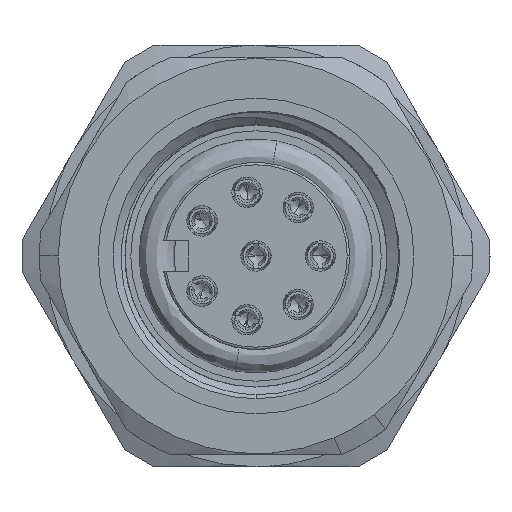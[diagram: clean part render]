
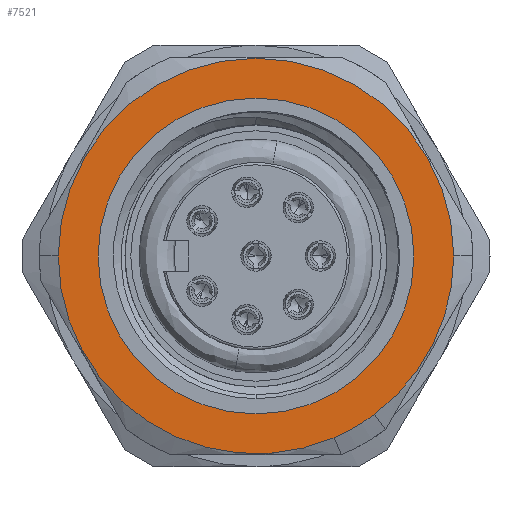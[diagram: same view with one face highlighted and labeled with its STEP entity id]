
A CAD part, left-side view. The second image highlights one B-rep face of the part: STEP entity #7521.
In plain terms, the highlighted face is planar.
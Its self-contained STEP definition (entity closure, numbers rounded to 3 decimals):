
#22 = DIRECTION ( 'NONE',  ( -1., 0., 0. ) ) ;
#48 = CARTESIAN_POINT ( 'NONE',  ( -6.377, 6.333, 25.334 ) ) ;
#447 = DIRECTION ( 'NONE',  ( 0., -1., 0. ) ) ;
#1039 = EDGE_CURVE ( 'NONE', #27184, #26882, #27220, .T. ) ;
#1579 = PLANE ( 'NONE',  #7211 ) ;
#1598 = DIRECTION ( 'NONE',  ( 0., 0., 1. ) ) ;
#1726 = CARTESIAN_POINT ( 'NONE',  ( 0.373, 6.333, 25.334 ) ) ;
#2010 = CARTESIAN_POINT ( 'NONE',  ( -7.391, 6.333, 28.668 ) ) ;
#3785 = CIRCLE ( 'NONE', #24366, 8.45 ) ;
#5111 = EDGE_LOOP ( 'NONE', ( #22040, #29498, #9196, #30317 ) ) ;
#6064 = DIRECTION ( 'NONE',  ( 0., 0., 1. ) ) ;
#6111 = DIRECTION ( 'NONE',  ( 0., 0., 1. ) ) ;
#6333 = CIRCLE ( 'NONE', #13547, 8.45 ) ;
#6338 = EDGE_LOOP ( 'NONE', ( #34924, #22912 ) ) ;
#7211 = AXIS2_PLACEMENT_3D ( 'NONE', #13460, #36213, #10787 ) ;
#7238 = FACE_BOUND ( 'NONE', #6338, .T. ) ;
#7256 = CARTESIAN_POINT ( 'NONE',  ( 0.373, 6.333, 25.334 ) ) ;
#7521 = ADVANCED_FACE ( 'NONE', ( #7238, #27867 ), #1579, .F. ) ;
#8336 = DIRECTION ( 'NONE',  ( 0., 1., 0. ) ) ;
#8551 = VERTEX_POINT ( 'NONE', #11032 ) ;
#9106 = CARTESIAN_POINT ( 'NONE',  ( -6.393, 6.333, 30.395 ) ) ;
#9196 = ORIENTED_EDGE ( 'NONE', *, *, #30355, .F. ) ;
#10341 = CARTESIAN_POINT ( 'NONE',  ( 7.123, 6.333, 25.334 ) ) ;
#10787 = DIRECTION ( 'NONE',  ( 1., 0., 0. ) ) ;
#10889 = VERTEX_POINT ( 'NONE', #2010 ) ;
#11032 = CARTESIAN_POINT ( 'NONE',  ( 0.373, 6.333, 33.784 ) ) ;
#11179 = CIRCLE ( 'NONE', #29383, 8.45 ) ;
#11911 = CARTESIAN_POINT ( 'NONE',  ( 0.373, 6.333, 25.334 ) ) ;
#13460 = CARTESIAN_POINT ( 'NONE',  ( 0.373, 6.333, 25.334 ) ) ;
#13547 = AXIS2_PLACEMENT_3D ( 'NONE', #1726, #33179, #15949 ) ;
#15555 = CARTESIAN_POINT ( 'NONE',  ( 0.373, 6.333, 25.334 ) ) ;
#15949 = DIRECTION ( 'NONE',  ( 0., 0., 1. ) ) ;
#16171 = DIRECTION ( 'NONE',  ( 0., -1., 0. ) ) ;
#16484 = CIRCLE ( 'NONE', #20119, 6.75 ) ;
#17883 = CARTESIAN_POINT ( 'NONE',  ( 0.373, 6.333, 25.334 ) ) ;
#19333 = EDGE_CURVE ( 'NONE', #28728, #10889, #6333, .T. ) ;
#20119 = AXIS2_PLACEMENT_3D ( 'NONE', #34289, #8336, #22 ) ;
#21257 = EDGE_CURVE ( 'NONE', #26882, #27184, #16484, .T. ) ;
#21291 = EDGE_CURVE ( 'NONE', #8551, #28728, #3785, .T. ) ;
#21429 = DIRECTION ( 'NONE',  ( 0., 1., 0. ) ) ;
#22040 = ORIENTED_EDGE ( 'NONE', *, *, #19333, .F. ) ;
#22380 = AXIS2_PLACEMENT_3D ( 'NONE', #15555, #21429, #32216 ) ;
#22912 = ORIENTED_EDGE ( 'NONE', *, *, #21257, .F. ) ;
#23964 = EDGE_CURVE ( 'NONE', #10889, #32177, #37154, .T. ) ;
#24366 = AXIS2_PLACEMENT_3D ( 'NONE', #11911, #32009, #6064 ) ;
#24645 = CARTESIAN_POINT ( 'NONE',  ( 0.373, 6.333, 16.884 ) ) ;
#26882 = VERTEX_POINT ( 'NONE', #10341 ) ;
#27184 = VERTEX_POINT ( 'NONE', #48 ) ;
#27220 = CIRCLE ( 'NONE', #22380, 6.75 ) ;
#27867 = FACE_OUTER_BOUND ( 'NONE', #5111, .T. ) ;
#28728 = VERTEX_POINT ( 'NONE', #9106 ) ;
#29324 = AXIS2_PLACEMENT_3D ( 'NONE', #7256, #16171, #1598 ) ;
#29383 = AXIS2_PLACEMENT_3D ( 'NONE', #17883, #447, #6111 ) ;
#29498 = ORIENTED_EDGE ( 'NONE', *, *, #21291, .F. ) ;
#30317 = ORIENTED_EDGE ( 'NONE', *, *, #23964, .F. ) ;
#30355 = EDGE_CURVE ( 'NONE', #32177, #8551, #11179, .T. ) ;
#32009 = DIRECTION ( 'NONE',  ( 0., -1., 0. ) ) ;
#32177 = VERTEX_POINT ( 'NONE', #24645 ) ;
#32216 = DIRECTION ( 'NONE',  ( -1., 0., 0. ) ) ;
#33179 = DIRECTION ( 'NONE',  ( 0., -1., 0. ) ) ;
#34289 = CARTESIAN_POINT ( 'NONE',  ( 0.373, 6.333, 25.334 ) ) ;
#34924 = ORIENTED_EDGE ( 'NONE', *, *, #1039, .F. ) ;
#36213 = DIRECTION ( 'NONE',  ( 0., -1., 0. ) ) ;
#37154 = CIRCLE ( 'NONE', #29324, 8.45 ) ;
